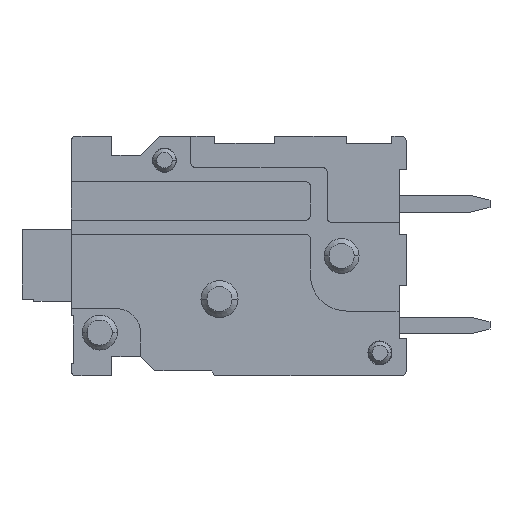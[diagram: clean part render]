
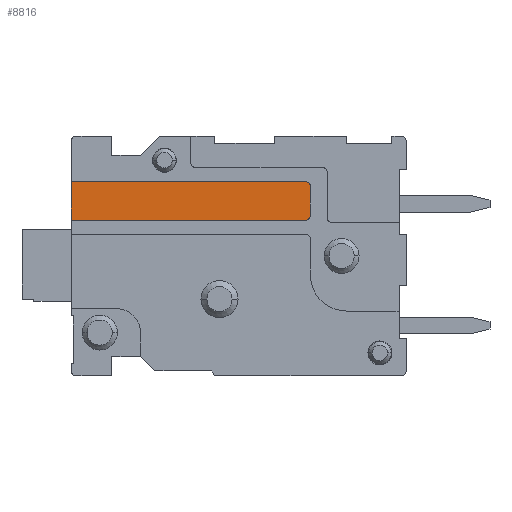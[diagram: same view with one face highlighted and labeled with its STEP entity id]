
A CAD part, left-side view. The second image highlights one B-rep face of the part: STEP entity #8816.
In plain terms, the highlighted face is planar.
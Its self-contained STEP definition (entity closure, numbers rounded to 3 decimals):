
#28 = CARTESIAN_POINT ( 'NONE',  ( 8.1, 4.2, 3.54 ) ) ;
#66 = AXIS2_PLACEMENT_3D ( 'NONE', #123, #3875, #11473 ) ;
#123 = CARTESIAN_POINT ( 'NONE',  ( 7.9, 4.2, 3.54 ) ) ;
#187 = EDGE_CURVE ( 'NONE', #3620, #6426, #1243, .T. ) ;
#288 = CARTESIAN_POINT ( 'NONE',  ( 8.1, 4.2, 3.54 ) ) ;
#358 = LINE ( 'NONE', #4127, #5556 ) ;
#1160 = EDGE_CURVE ( 'NONE', #5840, #3620, #7363, .T. ) ;
#1243 = LINE ( 'NONE', #288, #2080 ) ;
#1347 = ORIENTED_EDGE ( 'NONE', *, *, #8106, .T. ) ;
#2080 = VECTOR ( 'NONE', #8709, 1000. ) ;
#2129 = VERTEX_POINT ( 'NONE', #9133 ) ;
#2221 = ORIENTED_EDGE ( 'NONE', *, *, #11355, .T. ) ;
#2350 = CIRCLE ( 'NONE', #5509, 0.2 ) ;
#2462 = DIRECTION ( 'NONE',  ( 1., 0., 0. ) ) ;
#2869 = VECTOR ( 'NONE', #5124, 1000. ) ;
#3330 = ORIENTED_EDGE ( 'NONE', *, *, #3807, .F. ) ;
#3400 = CARTESIAN_POINT ( 'NONE',  ( 0., 0., 3.54 ) ) ;
#3566 = LINE ( 'NONE', #5471, #9466 ) ;
#3620 = VERTEX_POINT ( 'NONE', #28 ) ;
#3686 = DIRECTION ( 'NONE',  ( 0., 0., 1. ) ) ;
#3807 = EDGE_CURVE ( 'NONE', #10947, #6426, #6192, .T. ) ;
#3875 = DIRECTION ( 'NONE',  ( 0., 0., 1. ) ) ;
#4127 = CARTESIAN_POINT ( 'NONE',  ( 6.5, 14., 3.54 ) ) ;
#4542 = EDGE_CURVE ( 'NONE', #2129, #5840, #3566, .T. ) ;
#5124 = DIRECTION ( 'NONE',  ( 1., 0., 0. ) ) ;
#5471 = CARTESIAN_POINT ( 'NONE',  ( 6.7, 4., 3.54 ) ) ;
#5509 = AXIS2_PLACEMENT_3D ( 'NONE', #9642, #3686, #6593 ) ;
#5520 = CARTESIAN_POINT ( 'NONE',  ( 7.9, 4., 3.54 ) ) ;
#5556 = VECTOR ( 'NONE', #6969, 1000. ) ;
#5840 = VERTEX_POINT ( 'NONE', #5520 ) ;
#6123 = PLANE ( 'NONE',  #9365 ) ;
#6192 = LINE ( 'NONE', #11804, #2869 ) ;
#6426 = VERTEX_POINT ( 'NONE', #11881 ) ;
#6593 = DIRECTION ( 'NONE',  ( -1., 0., 0. ) ) ;
#6969 = DIRECTION ( 'NONE',  ( 0., -1., 0. ) ) ;
#7166 = ORIENTED_EDGE ( 'NONE', *, *, #1160, .T. ) ;
#7223 = CARTESIAN_POINT ( 'NONE',  ( 6.5, 14., 3.54 ) ) ;
#7363 = CIRCLE ( 'NONE', #66, 0.2 ) ;
#7583 = ORIENTED_EDGE ( 'NONE', *, *, #4542, .T. ) ;
#7989 = FACE_OUTER_BOUND ( 'NONE', #10520, .T. ) ;
#8046 = DIRECTION ( 'NONE',  ( 0., 0., 1. ) ) ;
#8106 = EDGE_CURVE ( 'NONE', #10947, #8823, #358, .T. ) ;
#8709 = DIRECTION ( 'NONE',  ( 0., 1., 0. ) ) ;
#8816 = ADVANCED_FACE ( 'NONE', ( #7989 ), #6123, .T. ) ;
#8823 = VERTEX_POINT ( 'NONE', #11979 ) ;
#9133 = CARTESIAN_POINT ( 'NONE',  ( 6.7, 4., 3.54 ) ) ;
#9365 = AXIS2_PLACEMENT_3D ( 'NONE', #3400, #8046, #2462 ) ;
#9466 = VECTOR ( 'NONE', #12253, 1000. ) ;
#9642 = CARTESIAN_POINT ( 'NONE',  ( 6.7, 4.2, 3.54 ) ) ;
#10030 = ORIENTED_EDGE ( 'NONE', *, *, #187, .T. ) ;
#10520 = EDGE_LOOP ( 'NONE', ( #7583, #7166, #10030, #3330, #1347, #2221 ) ) ;
#10947 = VERTEX_POINT ( 'NONE', #7223 ) ;
#11355 = EDGE_CURVE ( 'NONE', #8823, #2129, #2350, .T. ) ;
#11473 = DIRECTION ( 'NONE',  ( 0., -1., 0. ) ) ;
#11804 = CARTESIAN_POINT ( 'NONE',  ( 6.5, 14., 3.54 ) ) ;
#11881 = CARTESIAN_POINT ( 'NONE',  ( 8.1, 14., 3.54 ) ) ;
#11979 = CARTESIAN_POINT ( 'NONE',  ( 6.5, 4.2, 3.54 ) ) ;
#12253 = DIRECTION ( 'NONE',  ( 1., 0., 0. ) ) ;
